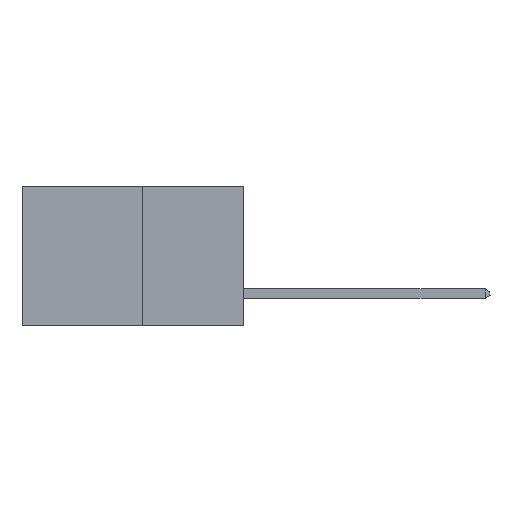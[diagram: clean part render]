
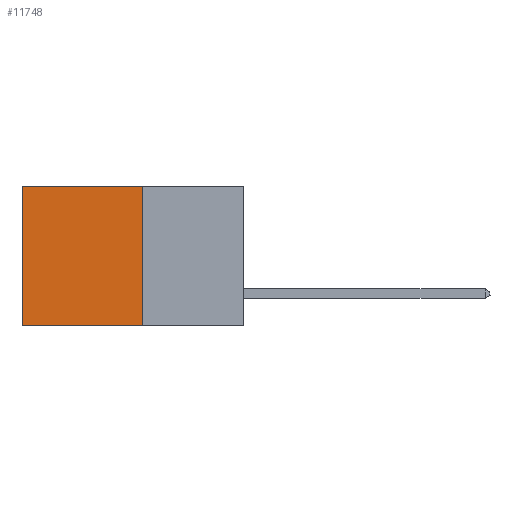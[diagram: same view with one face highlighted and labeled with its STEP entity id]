
A CAD part, left-side view. The second image highlights one B-rep face of the part: STEP entity #11748.
In plain terms, the highlighted planar face has unit normal (-1, 0, 0).
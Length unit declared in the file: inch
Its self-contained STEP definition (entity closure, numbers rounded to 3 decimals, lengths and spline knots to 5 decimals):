
#1550 = CARTESIAN_POINT ( 'NONE',  ( 0.277, 0.59, 0. ) ) ;
#2249 = VERTEX_POINT ( 'NONE', #23030 ) ;
#2793 = EDGE_CURVE ( 'NONE', #4622, #2249, #15140, .T. ) ;
#2941 = ORIENTED_EDGE ( 'NONE', *, *, #2793, .T. ) ;
#3867 = ORIENTED_EDGE ( 'NONE', *, *, #8153, .F. ) ;
#4181 = DIRECTION ( 'NONE',  ( 0., 1., 0. ) ) ;
#4240 = CARTESIAN_POINT ( 'NONE',  ( 0.277, 0.27, 0. ) ) ;
#4603 = DIRECTION ( 'NONE',  ( 0., 0., -1. ) ) ;
#4622 = VERTEX_POINT ( 'NONE', #1550 ) ;
#4653 = LINE ( 'NONE', #19591, #5925 ) ;
#4807 = AXIS2_PLACEMENT_3D ( 'NONE', #10332, #9524, #9606 ) ;
#5303 = CARTESIAN_POINT ( 'NONE',  ( 0.277, 0.27, -0.37 ) ) ;
#5925 = VECTOR ( 'NONE', #19499, 39.37008 ) ;
#6469 = EDGE_LOOP ( 'NONE', ( #2941, #3867, #17487, #22134 ) ) ;
#6849 = VECTOR ( 'NONE', #24040, 39.37008 ) ;
#8153 = EDGE_CURVE ( 'NONE', #18100, #2249, #4653, .T. ) ;
#9524 = DIRECTION ( 'NONE',  ( 1., 0., 0. ) ) ;
#9606 = DIRECTION ( 'NONE',  ( 0., 0., -1. ) ) ;
#9761 = PLANE ( 'NONE',  #4807 ) ;
#10332 = CARTESIAN_POINT ( 'NONE',  ( 0.277, 0.27, -0.37 ) ) ;
#10377 = VECTOR ( 'NONE', #4603, 39.37008 ) ;
#11080 = EDGE_CURVE ( 'NONE', #12726, #18100, #22892, .T. ) ;
#11520 = VECTOR ( 'NONE', #4181, 39.37008 ) ;
#11748 = ADVANCED_FACE ( 'NONE', ( #21954 ), #9761, .F. ) ;
#12188 = LINE ( 'NONE', #4240, #11520 ) ;
#12726 = VERTEX_POINT ( 'NONE', #18226 ) ;
#13928 = EDGE_CURVE ( 'NONE', #12726, #4622, #12188, .T. ) ;
#15140 = LINE ( 'NONE', #17992, #10377 ) ;
#17487 = ORIENTED_EDGE ( 'NONE', *, *, #11080, .F. ) ;
#17992 = CARTESIAN_POINT ( 'NONE',  ( 0.277, 0.59, -0.37 ) ) ;
#18100 = VERTEX_POINT ( 'NONE', #5303 ) ;
#18226 = CARTESIAN_POINT ( 'NONE',  ( 0.277, 0.27, 0. ) ) ;
#19499 = DIRECTION ( 'NONE',  ( 0., 1., 0. ) ) ;
#19591 = CARTESIAN_POINT ( 'NONE',  ( 0.277, 0.27, -0.37 ) ) ;
#21954 = FACE_OUTER_BOUND ( 'NONE', #6469, .T. ) ;
#22134 = ORIENTED_EDGE ( 'NONE', *, *, #13928, .T. ) ;
#22892 = LINE ( 'NONE', #23887, #6849 ) ;
#23030 = CARTESIAN_POINT ( 'NONE',  ( 0.277, 0.59, -0.37 ) ) ;
#23887 = CARTESIAN_POINT ( 'NONE',  ( 0.277, 0.27, -0.37 ) ) ;
#24040 = DIRECTION ( 'NONE',  ( 0., 0., -1. ) ) ;
